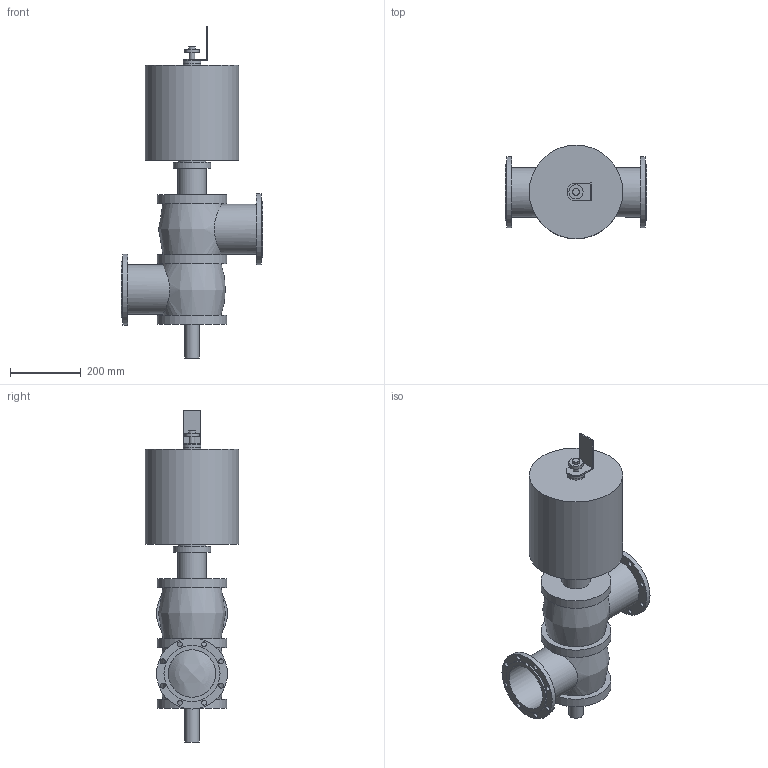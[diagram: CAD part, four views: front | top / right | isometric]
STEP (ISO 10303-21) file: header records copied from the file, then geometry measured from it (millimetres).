
FILE_DESCRIPTION(/* description */ (''),/* implementation_level */ '2;1');
FILE_NAME(/* name */ 'DUC2A_50.stp',/* time_stamp */ '2021-08-23T09:37:27+09:00',/* author */ ('m'),/* organization */ (''),/* preprocessor_version */ 'ST-DEVELOPER v18.1',/* originating_system */ 'Autodesk Inventor 2021',/* authorisation */ '');
FILE_SCHEMA (('AUTOMOTIVE_DESIGN { 1 0 10303 214 3 1 1 }'));
Length unit declared in the file: millimetre
Products named in the file (3): DUC2A_50; DUC2A25MJ000-1P(GR)-T-T--304-E9D-50; SQLS [SW=0]
Assembly tree (2 placements, depth 2):
  DUC2A_50
    DUC2A25MJ000-1P(GR)-T-T--304-E9D-50
    SQLS [SW=0]
Bounding box: 400 x 263.5 x 935.7 mm (x, y, z)
Volume: 25748819.5 mm3; surface area: 1001530.2 mm2
Topology: 2 solids, 2 shells, 76 faces, 154 edges, 102 vertices
Faces by surface type: cylinder 38, plane 34, bspline 4
Full cylindrical faces by diameter (mm): 14 x16, 16 x1, 19.5 x1, 34 x1, 40 x2, 50 x2, 80 x2, 105 x1, 133.8 x2, 139.8 x2, 157.9 x2, 196.5 x3, 200 x2, 263.5 x1
Entity records: 2454 total; most frequent: CARTESIAN_POINT 629, DIRECTION 377, ORIENTED_EDGE 308, AXIS2_PLACEMENT_3D 156, EDGE_CURVE 154, EDGE_LOOP 128, VERTEX_POINT 102, CIRCLE 79
